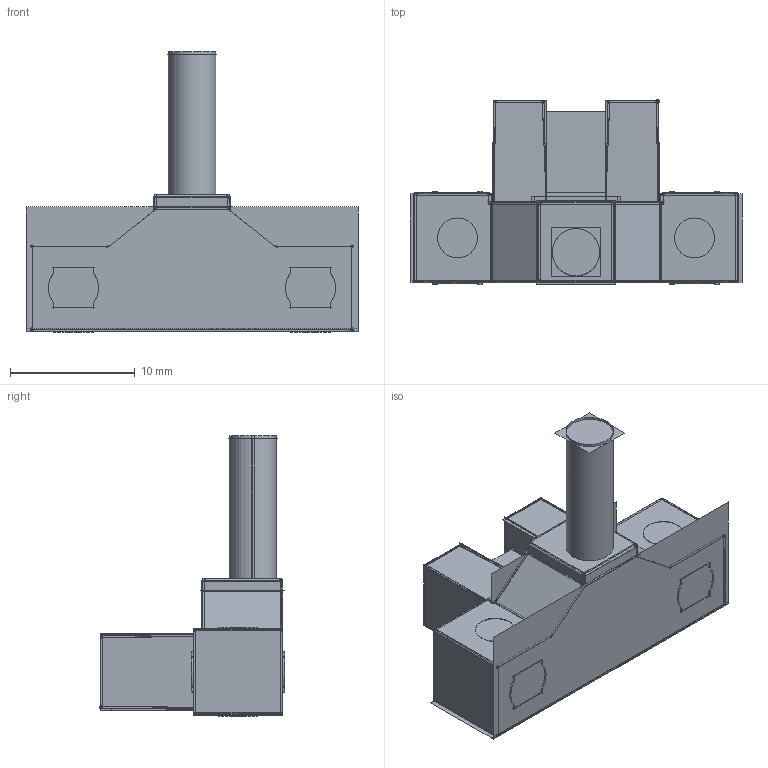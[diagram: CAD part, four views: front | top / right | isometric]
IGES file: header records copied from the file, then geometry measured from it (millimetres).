
Start section:  PTC IGES file: 240180_sm01.igs
Global section: file name: 240180_sm01.igs; native system: Creo Parametric by PTC Inc.; preprocessor: 2022414; author: banengservice; organization: Unknown; date: 20240808.091117; units: millimetre
Bounding box: 26.62 x 14.87 x 22.46 mm (x, y, z)
Volume: 1728.9 mm3; surface area: 9601.5 mm2
Topology: 1 solids, 2 shells, 996 faces, 4756 edges, 5765 vertices
Faces by surface type: bspline 734, revolution 262
